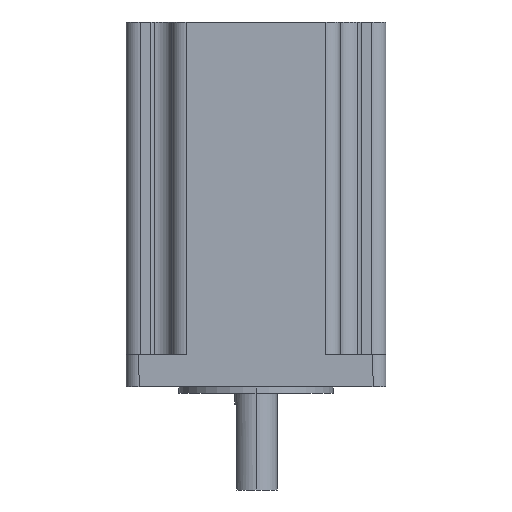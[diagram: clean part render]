
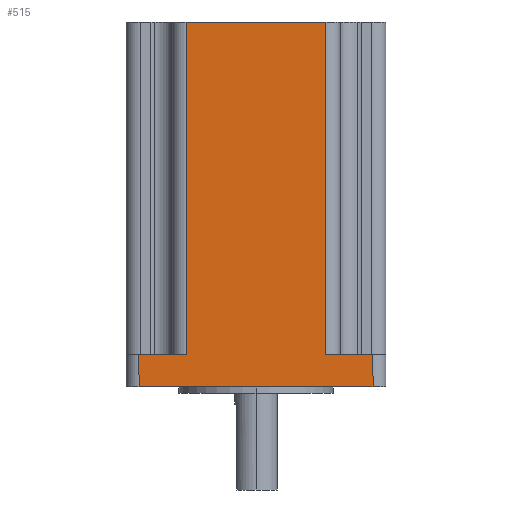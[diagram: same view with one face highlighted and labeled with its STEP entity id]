
A CAD part, left-side view. The second image highlights one B-rep face of the part: STEP entity #515.
In plain terms, the highlighted planar face has unit normal (-1, 0, 0).
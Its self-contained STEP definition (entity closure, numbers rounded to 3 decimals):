
#49 = AXIS2_PLACEMENT_3D ( 'NONE', #308, #309, #310 ) ;
#187 = VECTOR ( 'NONE', #1114, 1000. ) ;
#191 = VECTOR ( 'NONE', #1116, 1000. ) ;
#192 = VECTOR ( 'NONE', #1118, 1000. ) ;
#213 = VECTOR ( 'NONE', #1112, 1000. ) ;
#214 = VECTOR ( 'NONE', #1120, 1000. ) ;
#307 = PLANE ( 'NONE',  #49 ) ;
#308 = CARTESIAN_POINT ( 'NONE',  ( -30.25, 27.25, 85. ) ) ;
#309 = DIRECTION ( 'NONE',  ( 1., 0., 0. ) ) ;
#310 = DIRECTION ( 'NONE',  ( 0., 1., 0. ) ) ;
#379 = CARTESIAN_POINT ( 'NONE',  ( -30.25, -27.25, 85. ) ) ;
#380 = DIRECTION ( 'NONE',  ( 0., 0., -1. ) ) ;
#381 = CARTESIAN_POINT ( 'NONE',  ( -30.25, 27.25, 85. ) ) ;
#382 = DIRECTION ( 'NONE',  ( 0., 0., -1. ) ) ;
#400 = EDGE_CURVE ( 'NONE', #1410, #1413, #1837, .T. ) ;
#418 = EDGE_CURVE ( 'NONE', #1411, #1413, #1843, .T. ) ;
#419 = EDGE_CURVE ( 'NONE', #1408, #1410, #1844, .T. ) ;
#515 = ADVANCED_FACE ( 'NONE', ( #1921 ), #307, .F. ) ;
#569 = EDGE_CURVE ( 'NONE', #1427, #1429, #2002, .T. ) ;
#570 = EDGE_CURVE ( 'NONE', #1427, #1428, #2003, .T. ) ;
#571 = EDGE_CURVE ( 'NONE', #1408, #1429, #2004, .T. ) ;
#572 = EDGE_CURVE ( 'NONE', #1430, #1411, #2005, .T. ) ;
#573 = EDGE_CURVE ( 'NONE', #1430, #1428, #2006, .T. ) ;
#746 = CARTESIAN_POINT ( 'NONE',  ( -30.25, 27.25, 7.5 ) ) ;
#748 = CARTESIAN_POINT ( 'NONE',  ( -30.25, 27.25, 0. ) ) ;
#749 = CARTESIAN_POINT ( 'NONE',  ( -30.25, -27.25, 7.5 ) ) ;
#751 = CARTESIAN_POINT ( 'NONE',  ( -30.25, -27.25, 0. ) ) ;
#765 = CARTESIAN_POINT ( 'NONE',  ( -30.25, 16.275, 85. ) ) ;
#766 = CARTESIAN_POINT ( 'NONE',  ( -30.25, -16.275, 85. ) ) ;
#767 = CARTESIAN_POINT ( 'NONE',  ( -30.25, 16.275, 7.5 ) ) ;
#768 = CARTESIAN_POINT ( 'NONE',  ( -30.25, -16.275, 7.5 ) ) ;
#938 = VECTOR ( 'NONE', #380, 1000. ) ;
#965 = VECTOR ( 'NONE', #1182, 1000. ) ;
#968 = VECTOR ( 'NONE', #382, 1000. ) ;
#1111 = CARTESIAN_POINT ( 'NONE',  ( -30.25, 16.275, 85. ) ) ;
#1112 = DIRECTION ( 'NONE',  ( 0., 0., -1. ) ) ;
#1113 = CARTESIAN_POINT ( 'NONE',  ( -30.25, 27.25, 85. ) ) ;
#1114 = DIRECTION ( 'NONE',  ( 0., -1., 0. ) ) ;
#1115 = CARTESIAN_POINT ( 'NONE',  ( -30.25, 27.25, 7.5 ) ) ;
#1116 = DIRECTION ( 'NONE',  ( 0., -1., 0. ) ) ;
#1117 = CARTESIAN_POINT ( 'NONE',  ( -30.25, -19.575, 7.5 ) ) ;
#1118 = DIRECTION ( 'NONE',  ( 0., -1., 0. ) ) ;
#1119 = CARTESIAN_POINT ( 'NONE',  ( -30.25, -16.275, 85. ) ) ;
#1120 = DIRECTION ( 'NONE',  ( 0., 0., 1. ) ) ;
#1181 = CARTESIAN_POINT ( 'NONE',  ( -30.25, 27.25, 0. ) ) ;
#1182 = DIRECTION ( 'NONE',  ( 0., -1., 0. ) ) ;
#1408 = VERTEX_POINT ( 'NONE', #746 ) ;
#1410 = VERTEX_POINT ( 'NONE', #748 ) ;
#1411 = VERTEX_POINT ( 'NONE', #749 ) ;
#1413 = VERTEX_POINT ( 'NONE', #751 ) ;
#1427 = VERTEX_POINT ( 'NONE', #765 ) ;
#1428 = VERTEX_POINT ( 'NONE', #766 ) ;
#1429 = VERTEX_POINT ( 'NONE', #767 ) ;
#1430 = VERTEX_POINT ( 'NONE', #768 ) ;
#1541 = EDGE_LOOP ( 'NONE', ( #1702, #1704, #1703, #1705, #1707, #1706, #1708, #1710 ) ) ;
#1702 = ORIENTED_EDGE ( 'NONE', *, *, #570, .F. ) ;
#1703 = ORIENTED_EDGE ( 'NONE', *, *, #571, .F. ) ;
#1704 = ORIENTED_EDGE ( 'NONE', *, *, #569, .T. ) ;
#1705 = ORIENTED_EDGE ( 'NONE', *, *, #419, .T. ) ;
#1706 = ORIENTED_EDGE ( 'NONE', *, *, #418, .F. ) ;
#1707 = ORIENTED_EDGE ( 'NONE', *, *, #400, .T. ) ;
#1708 = ORIENTED_EDGE ( 'NONE', *, *, #572, .F. ) ;
#1710 = ORIENTED_EDGE ( 'NONE', *, *, #573, .T. ) ;
#1837 = LINE ( 'NONE', #1181, #965 ) ;
#1843 = LINE ( 'NONE', #379, #938 ) ;
#1844 = LINE ( 'NONE', #381, #968 ) ;
#1921 = FACE_OUTER_BOUND ( 'NONE', #1541, .T. ) ;
#2002 = LINE ( 'NONE', #1111, #213 ) ;
#2003 = LINE ( 'NONE', #1113, #187 ) ;
#2004 = LINE ( 'NONE', #1115, #191 ) ;
#2005 = LINE ( 'NONE', #1117, #192 ) ;
#2006 = LINE ( 'NONE', #1119, #214 ) ;
